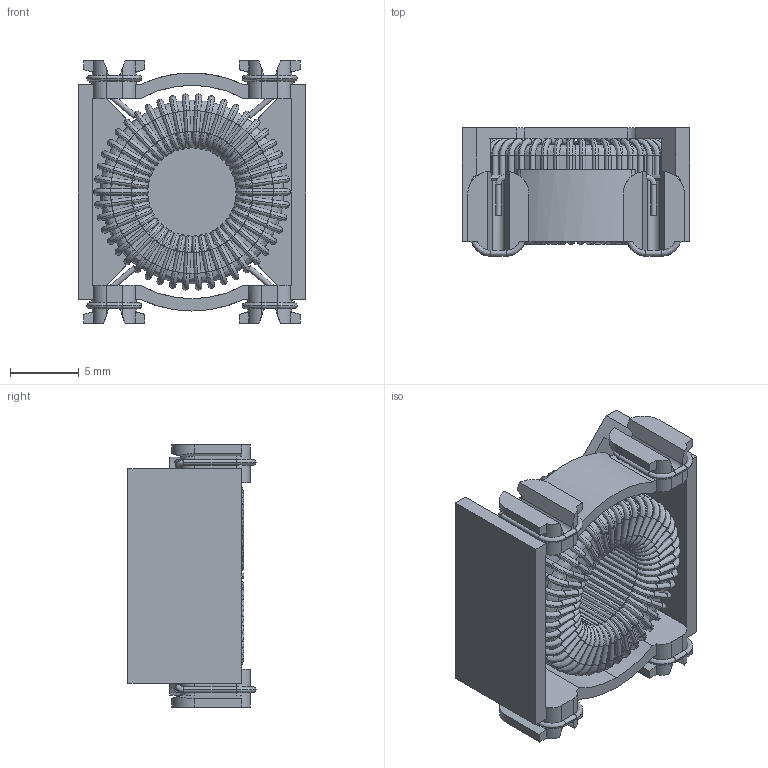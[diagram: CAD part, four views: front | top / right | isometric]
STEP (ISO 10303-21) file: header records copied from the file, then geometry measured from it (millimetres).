
FILE_DESCRIPTION (( 'STEP AP214' ), '1' );
FILE_NAME ('PA2756NLT.STEP', '2024-12-12T07:12:28', ( '' ), ( '' ), 'SwSTEP 2.0', 'SolidWorks 2024', '' );
FILE_SCHEMA (( 'AUTOMOTIVE_DESIGN' ));
Length unit declared in the file: millimetre
Products named in the file (8): MirrorCoil2_1; 043-1329.001_1; MirrorMirrorCoil2_1_1; Coil1_1_1; 031-0518.001_1_1; PA2756NLT; Winding Coil_1_1; Coil2_1
Assembly tree (53 placements, depth 3):
  PA2756NLT
    043-1329.001_1
    Winding Coil_1_1
      031-0518.001_1_1
      Coil1_1_1  x46
    Coil2_1
    MirrorCoil2_1  x2
    MirrorMirrorCoil2_1_1
Bounding box: 16.51 x 9.29 x 19.05 mm (x, y, z)
Volume: 1431 mm3; surface area: 3477.5 mm2
Topology: 52 solids, 52 shells, 992 faces, 2144 edges, 1160 vertices
Faces by surface type: cylinder 464, bspline 416, plane 112
Entity records: 11998 total; most frequent: CARTESIAN_POINT 2904, ORIENTED_EDGE 1308, DIRECTION 1214, EDGE_CURVE 654, AXIS2_PLACEMENT_3D 440, VERTEX_POINT 412, VECTOR 334, LINE 334
